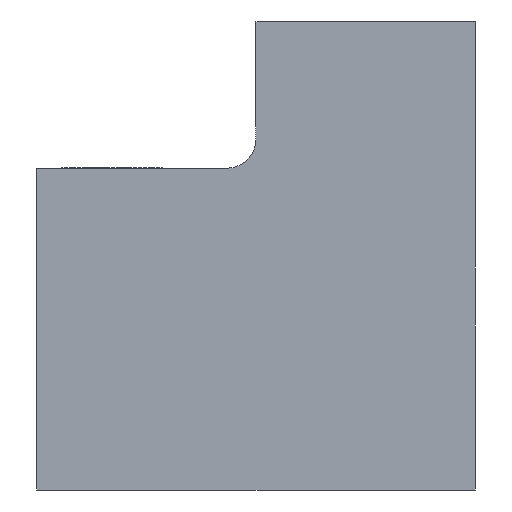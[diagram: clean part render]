
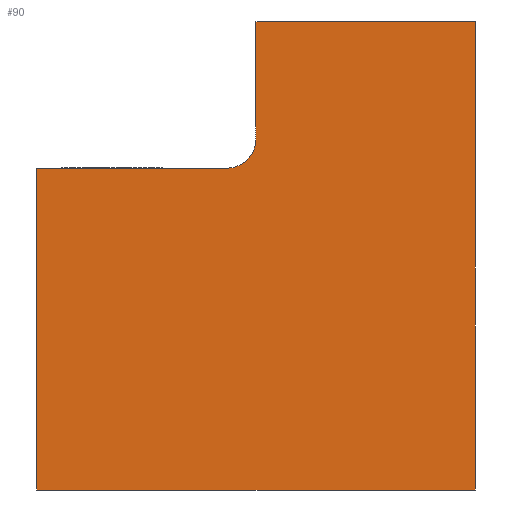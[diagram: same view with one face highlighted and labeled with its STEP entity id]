
A CAD part, left-side view. The second image highlights one B-rep face of the part: STEP entity #90.
In plain terms, the highlighted planar face has unit normal (-1, 0, 0).
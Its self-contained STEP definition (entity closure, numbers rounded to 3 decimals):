
#90 = ADVANCED_FACE( '', ( #165 ), #166, .F. );
#165 = FACE_OUTER_BOUND( '', #281, .T. );
#166 = PLANE( '', #282 );
#281 = EDGE_LOOP( '', ( #435, #436, #437, #438, #439, #440, #441 ) );
#282 = AXIS2_PLACEMENT_3D( '', #442, #443, #444 );
#435 = ORIENTED_EDGE( '', *, *, #584, .F. );
#436 = ORIENTED_EDGE( '', *, *, #612, .T. );
#437 = ORIENTED_EDGE( '', *, *, #613, .F. );
#438 = ORIENTED_EDGE( '', *, *, #614, .F. );
#439 = ORIENTED_EDGE( '', *, *, #615, .F. );
#440 = ORIENTED_EDGE( '', *, *, #616, .F. );
#441 = ORIENTED_EDGE( '', *, *, #617, .F. );
#442 = CARTESIAN_POINT( '', ( 0., 17., 24. ) );
#443 = DIRECTION( '', ( 1., 0., 0. ) );
#444 = DIRECTION( '', ( 0., 0., -1. ) );
#584 = EDGE_CURVE( '', #646, #647, #648, .T. );
#612 = EDGE_CURVE( '', #646, #700, #701, .T. );
#613 = EDGE_CURVE( '', #702, #700, #703, .T. );
#614 = EDGE_CURVE( '', #704, #702, #705, .T. );
#615 = EDGE_CURVE( '', #706, #704, #707, .T. );
#616 = EDGE_CURVE( '', #708, #706, #709, .T. );
#617 = EDGE_CURVE( '', #647, #708, #710, .T. );
#646 = VERTEX_POINT( '', #753 );
#647 = VERTEX_POINT( '', #754 );
#648 = LINE( '', #755, #756 );
#700 = VERTEX_POINT( '', #1035 );
#701 = CIRCLE( '', #1036, 2. );
#702 = VERTEX_POINT( '', #1037 );
#703 = LINE( '', #1038, #1039 );
#704 = VERTEX_POINT( '', #1040 );
#705 = LINE( '', #1041, #1042 );
#706 = VERTEX_POINT( '', #1043 );
#707 = LINE( '', #1044, #1045 );
#708 = VERTEX_POINT( '', #1046 );
#709 = LINE( '', #1047, #1048 );
#710 = LINE( '', #1049, #1050 );
#753 = CARTESIAN_POINT( '', ( 0., 15., 24. ) );
#754 = CARTESIAN_POINT( '', ( 0., 15., 32. ) );
#755 = CARTESIAN_POINT( '', ( 0., 15., 24. ) );
#756 = VECTOR( '', #1107, 1000. );
#1035 = CARTESIAN_POINT( '', ( 0., 17., 22. ) );
#1036 = AXIS2_PLACEMENT_3D( '', #1161, #1162, #1163 );
#1037 = CARTESIAN_POINT( '', ( 0., 30., 22. ) );
#1038 = CARTESIAN_POINT( '', ( 0., 30., 22. ) );
#1039 = VECTOR( '', #1164, 1000. );
#1040 = CARTESIAN_POINT( '', ( 0., 30., 0. ) );
#1041 = CARTESIAN_POINT( '', ( 0., 30., 0. ) );
#1042 = VECTOR( '', #1165, 1000. );
#1043 = CARTESIAN_POINT( '', ( 0., 0., 0. ) );
#1044 = CARTESIAN_POINT( '', ( 0., 0., 0. ) );
#1045 = VECTOR( '', #1166, 1000. );
#1046 = CARTESIAN_POINT( '', ( 0., 0., 32. ) );
#1047 = CARTESIAN_POINT( '', ( 0., 0., 32. ) );
#1048 = VECTOR( '', #1167, 1000. );
#1049 = CARTESIAN_POINT( '', ( 0., 15., 32. ) );
#1050 = VECTOR( '', #1168, 1000. );
#1107 = DIRECTION( '', ( 0., 0., 1. ) );
#1161 = CARTESIAN_POINT( '', ( 0., 17., 24. ) );
#1162 = DIRECTION( '', ( 1., 0., 0. ) );
#1163 = DIRECTION( '', ( 0., 0., -1. ) );
#1164 = DIRECTION( '', ( 0., -1., 0. ) );
#1165 = DIRECTION( '', ( 0., 0., 1. ) );
#1166 = DIRECTION( '', ( 0., 1., 0. ) );
#1167 = DIRECTION( '', ( 0., 0., -1. ) );
#1168 = DIRECTION( '', ( 0., -1., 0. ) );
